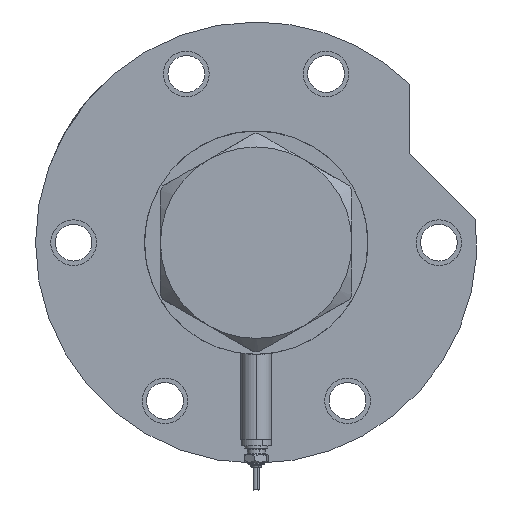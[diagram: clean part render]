
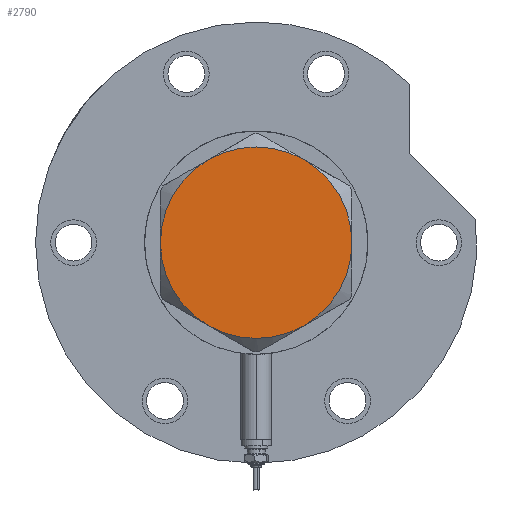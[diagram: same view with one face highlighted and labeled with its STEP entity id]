
A CAD part, left-side view. The second image highlights one B-rep face of the part: STEP entity #2790.
In plain terms, the highlighted face is planar.
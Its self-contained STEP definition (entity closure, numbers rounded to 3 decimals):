
#2 = CIRCLE ( 'NONE', #1716, 37.75 ) ;
#100 = VERTEX_POINT ( 'NONE', #1656 ) ;
#586 = AXIS2_PLACEMENT_3D ( 'NONE', #2270, #2309, #5253 ) ;
#671 = VERTEX_POINT ( 'NONE', #3615 ) ;
#690 = CARTESIAN_POINT ( 'NONE',  ( 0., 0., 13. ) ) ;
#854 = CIRCLE ( 'NONE', #3280, 37.75 ) ;
#905 = VERTEX_POINT ( 'NONE', #2391 ) ;
#1197 = CARTESIAN_POINT ( 'NONE',  ( 0., 0., 13. ) ) ;
#1350 = EDGE_CURVE ( 'NONE', #6846, #671, #1564, .T. ) ;
#1420 = DIRECTION ( 'NONE',  ( 1., 0., 0. ) ) ;
#1500 = ORIENTED_EDGE ( 'NONE', *, *, #1350, .T. ) ;
#1564 = CIRCLE ( 'NONE', #586, 37.75 ) ;
#1622 = EDGE_CURVE ( 'NONE', #671, #100, #2786, .T. ) ;
#1656 = CARTESIAN_POINT ( 'NONE',  ( 18.875, 32.692, 13. ) ) ;
#1716 = AXIS2_PLACEMENT_3D ( 'NONE', #7453, #7491, #2262 ) ;
#1988 = DIRECTION ( 'NONE',  ( 0., 0., 1. ) ) ;
#2159 = EDGE_LOOP ( 'NONE', ( #1500, #2944, #7017, #3377, #4026, #6591 ) ) ;
#2262 = DIRECTION ( 'NONE',  ( 1., 0., 0. ) ) ;
#2270 = CARTESIAN_POINT ( 'NONE',  ( 0., 0., 13. ) ) ;
#2309 = DIRECTION ( 'NONE',  ( 0., 0., 1. ) ) ;
#2391 = CARTESIAN_POINT ( 'NONE',  ( -18.875, 32.692, 13. ) ) ;
#2446 = DIRECTION ( 'NONE',  ( 1., 0., 0. ) ) ;
#2488 = CARTESIAN_POINT ( 'NONE',  ( 0., 0., 13. ) ) ;
#2563 = PLANE ( 'NONE',  #4497 ) ;
#2708 = EDGE_CURVE ( 'NONE', #5770, #6846, #4866, .T. ) ;
#2786 = CIRCLE ( 'NONE', #7288, 37.75 ) ;
#2790 = ADVANCED_FACE ( 'NONE', ( #6003 ), #2563, .T. ) ;
#2833 = CARTESIAN_POINT ( 'NONE',  ( -37.75, 0., 13. ) ) ;
#2944 = ORIENTED_EDGE ( 'NONE', *, *, #1622, .T. ) ;
#3152 = AXIS2_PLACEMENT_3D ( 'NONE', #690, #6040, #2446 ) ;
#3196 = DIRECTION ( 'NONE',  ( 1., 0., 0. ) ) ;
#3240 = EDGE_CURVE ( 'NONE', #905, #5188, #854, .T. ) ;
#3280 = AXIS2_PLACEMENT_3D ( 'NONE', #4342, #5599, #3196 ) ;
#3377 = ORIENTED_EDGE ( 'NONE', *, *, #3240, .T. ) ;
#3388 = DIRECTION ( 'NONE',  ( 1., 0., 0. ) ) ;
#3515 = DIRECTION ( 'NONE',  ( 1., 0., 0. ) ) ;
#3615 = CARTESIAN_POINT ( 'NONE',  ( 37.75, 0., 13. ) ) ;
#4026 = ORIENTED_EDGE ( 'NONE', *, *, #5964, .T. ) ;
#4342 = CARTESIAN_POINT ( 'NONE',  ( 0., 0., 13. ) ) ;
#4497 = AXIS2_PLACEMENT_3D ( 'NONE', #2488, #1988, #1420 ) ;
#4615 = CARTESIAN_POINT ( 'NONE',  ( -18.875, -32.692, 13. ) ) ;
#4635 = DIRECTION ( 'NONE',  ( 0., 0., 1. ) ) ;
#4842 = EDGE_CURVE ( 'NONE', #100, #905, #2, .T. ) ;
#4866 = CIRCLE ( 'NONE', #3152, 37.75 ) ;
#4886 = CIRCLE ( 'NONE', #6366, 37.75 ) ;
#5188 = VERTEX_POINT ( 'NONE', #2833 ) ;
#5253 = DIRECTION ( 'NONE',  ( 1., 0., 0. ) ) ;
#5599 = DIRECTION ( 'NONE',  ( 0., 0., 1. ) ) ;
#5649 = CARTESIAN_POINT ( 'NONE',  ( 0., 0., 13. ) ) ;
#5770 = VERTEX_POINT ( 'NONE', #4615 ) ;
#5964 = EDGE_CURVE ( 'NONE', #5188, #5770, #4886, .T. ) ;
#6003 = FACE_OUTER_BOUND ( 'NONE', #2159, .T. ) ;
#6040 = DIRECTION ( 'NONE',  ( 0., 0., 1. ) ) ;
#6366 = AXIS2_PLACEMENT_3D ( 'NONE', #5649, #6912, #3388 ) ;
#6591 = ORIENTED_EDGE ( 'NONE', *, *, #2708, .T. ) ;
#6846 = VERTEX_POINT ( 'NONE', #7523 ) ;
#6912 = DIRECTION ( 'NONE',  ( 0., 0., 1. ) ) ;
#7017 = ORIENTED_EDGE ( 'NONE', *, *, #4842, .T. ) ;
#7288 = AXIS2_PLACEMENT_3D ( 'NONE', #1197, #4635, #3515 ) ;
#7453 = CARTESIAN_POINT ( 'NONE',  ( 0., 0., 13. ) ) ;
#7491 = DIRECTION ( 'NONE',  ( 0., 0., 1. ) ) ;
#7523 = CARTESIAN_POINT ( 'NONE',  ( 18.875, -32.692, 13. ) ) ;
